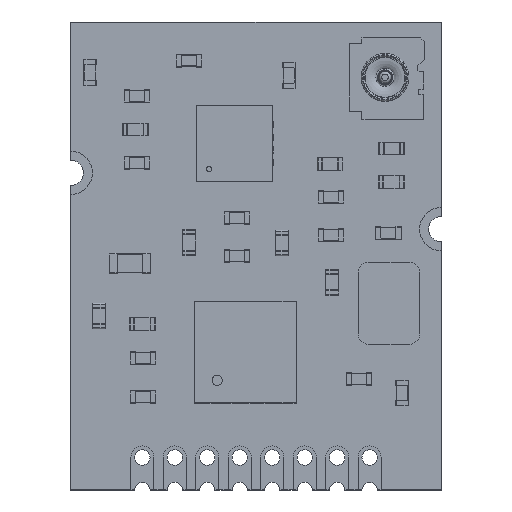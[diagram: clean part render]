
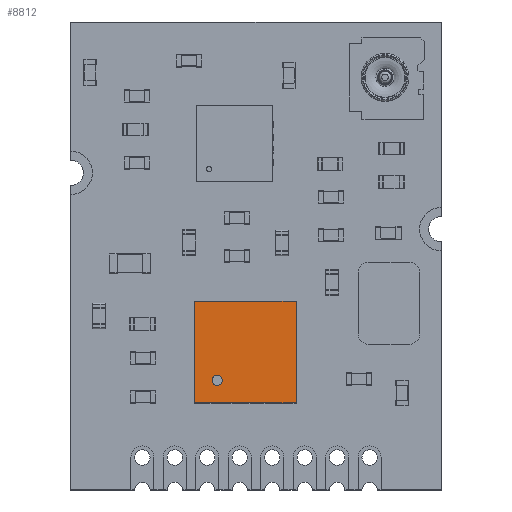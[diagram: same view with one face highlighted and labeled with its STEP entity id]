
A CAD part, top view. The second image highlights one B-rep face of the part: STEP entity #8812.
In plain terms, the highlighted planar face has unit normal (0, 0, 1).
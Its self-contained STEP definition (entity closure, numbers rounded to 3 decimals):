
#173=FACE_BOUND('',#817,.T.);
#369=FACE_OUTER_BOUND('',#816,.T.);
#816=EDGE_LOOP('',(#6186,#6187,#6188,#6189));
#817=EDGE_LOOP('',(#6190));
#1217=CIRCLE('',#9376,0.2);
#1500=LINE('',#12587,#2563);
#1532=LINE('',#12640,#2595);
#1614=LINE('',#12805,#2677);
#1631=LINE('',#12833,#2694);
#2563=VECTOR('',#10163,1.);
#2595=VECTOR('',#10199,1.);
#2677=VECTOR('',#10337,1.);
#2694=VECTOR('',#10356,1.);
#3621=VERTEX_POINT('',#12585);
#3622=VERTEX_POINT('',#12586);
#3641=VERTEX_POINT('',#12638);
#3696=VERTEX_POINT('',#12804);
#3777=VERTEX_POINT('',#13040);
#4468=EDGE_CURVE('',#3621,#3622,#1500,.T.);
#4500=EDGE_CURVE('',#3621,#3641,#1532,.T.);
#4582=EDGE_CURVE('',#3622,#3696,#1614,.T.);
#4599=EDGE_CURVE('',#3641,#3696,#1631,.T.);
#4705=EDGE_CURVE('',#3777,#3777,#1217,.T.);
#6186=ORIENTED_EDGE('',*,*,#4468,.F.);
#6187=ORIENTED_EDGE('',*,*,#4500,.T.);
#6188=ORIENTED_EDGE('',*,*,#4599,.T.);
#6189=ORIENTED_EDGE('',*,*,#4582,.F.);
#6190=ORIENTED_EDGE('',*,*,#4705,.T.);
#8076=PLANE('',#9375);
#8812=ADVANCED_FACE('',(#369,#173),#8076,.T.);
#9375=AXIS2_PLACEMENT_3D('',#13039,#10522,#10523);
#9376=AXIS2_PLACEMENT_3D('',#13041,#10524,#10525);
#10163=DIRECTION('',(1.,0.,0.));
#10199=DIRECTION('',(0.,-1.,0.));
#10337=DIRECTION('',(0.,-1.,0.));
#10356=DIRECTION('',(1.,0.,0.));
#10522=DIRECTION('center_axis',(0.,0.,1.));
#10523=DIRECTION('ref_axis',(0.,-1.,0.));
#10524=DIRECTION('center_axis',(0.,0.,-1.));
#10525=DIRECTION('ref_axis',(0.,-1.,0.));
#12585=CARTESIAN_POINT('',(-1.985,1.985,0.78));
#12586=CARTESIAN_POINT('',(1.985,1.985,0.78));
#12587=CARTESIAN_POINT('',(-1.985,1.985,0.78));
#12638=CARTESIAN_POINT('',(-1.985,-1.985,0.78));
#12640=CARTESIAN_POINT('',(-1.985,1.985,0.78));
#12804=CARTESIAN_POINT('',(1.985,-1.985,0.78));
#12805=CARTESIAN_POINT('',(1.985,1.985,0.78));
#12833=CARTESIAN_POINT('',(-1.985,-1.985,0.78));
#13039=CARTESIAN_POINT('Origin',(-1.985,1.985,0.78));
#13040=CARTESIAN_POINT('',(-1.1,1.3,0.78));
#13041=CARTESIAN_POINT('Origin',(-1.1,1.1,0.78));
